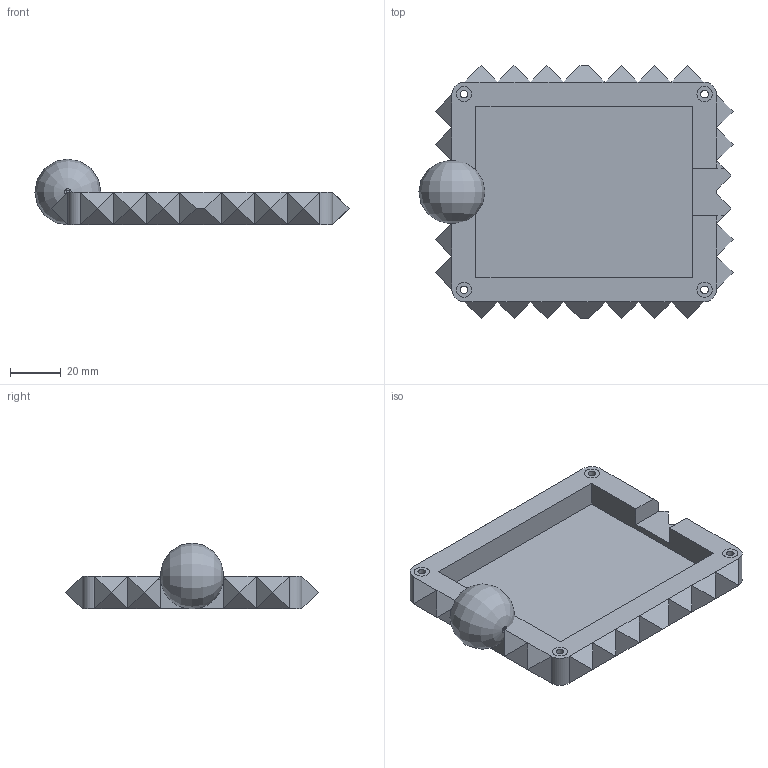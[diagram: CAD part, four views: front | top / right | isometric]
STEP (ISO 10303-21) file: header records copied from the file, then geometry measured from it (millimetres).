
FILE_DESCRIPTION(/* description */ ('STEP AP242'),/* implementation_level */ '2;1');
FILE_NAME(/* name */ 'PORCUPAD BASE.step',/* time_stamp */ '2025-07-31T04:37:18+01:00',/* author */ (''),/* organization */ (''),/* preprocessor_version */ 'ST-DEVELOPER v20.1',/* originating_system */ 'Autodesk Translation Framework v14.10.0.0',/* authorisation */ '');
FILE_SCHEMA (('AUTOMOTIVE_DESIGN { 1 0 10303 214 3 1 1 }'));
Length unit declared in the file: metre
Products named in the file (8): 2025-07-31-04-18-57-910; Part 6; Part 4; Part 5; Part 1; Part 2; Part 7; Part 3
Assembly tree (7 placements, depth 2):
  2025-07-31-04-18-57-910
    Part 6
    Part 4
    Part 5
    Part 1
    Part 2
    Part 7
    Part 3
Bounding box: 123.91 x 99.67 x 26 mm (x, y, z)
Volume: 82101.8 mm3; surface area: 33569.5 mm2
Topology: 7 solids, 7 shells, 142 faces, 276 edges, 146 vertices
Faces by surface type: plane 121, cylinder 17, bspline 2, cone 2
Full cylindrical faces by diameter (mm): 1.291 x1, 3 x4, 6 x8
Entity records: 3828 total; most frequent: CARTESIAN_POINT 669, DIRECTION 624, ORIENTED_EDGE 548, EDGE_CURVE 274, LINE 230, VECTOR 230, AXIS2_PLACEMENT_3D 197, EDGE_LOOP 160
